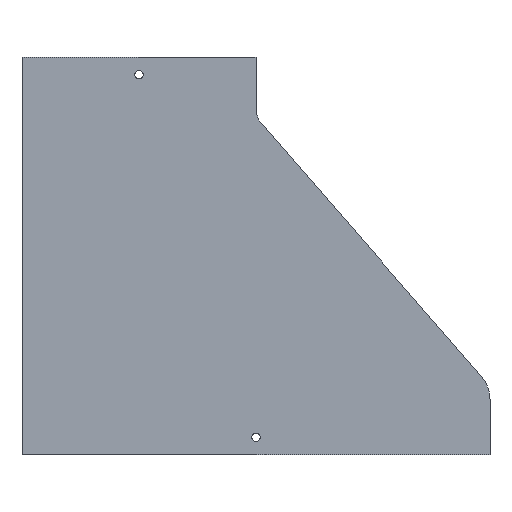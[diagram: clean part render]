
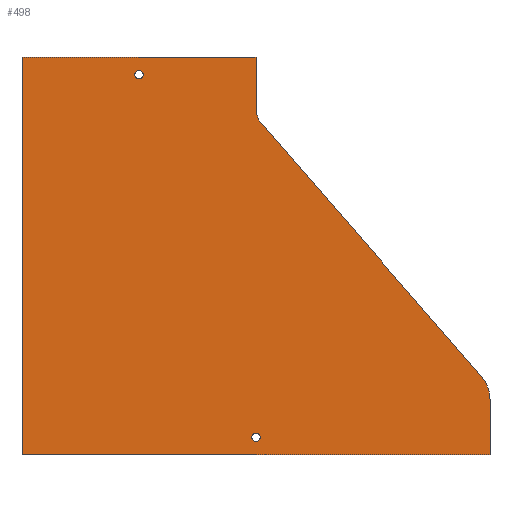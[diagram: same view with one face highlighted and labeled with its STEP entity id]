
A CAD part, front view. The second image highlights one B-rep face of the part: STEP entity #498.
In plain terms, the highlighted planar face has unit normal (0, -1, 0).
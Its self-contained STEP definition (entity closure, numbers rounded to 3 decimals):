
#72 = AXIS2_PLACEMENT_3D ( 'NONE', #1254, #1253, #1251 ) ;
#73 = AXIS2_PLACEMENT_3D ( 'NONE', #1257, #1256, #1255 ) ;
#74 = AXIS2_PLACEMENT_3D ( 'NONE', #1193, #1192, #1191 ) ;
#75 = AXIS2_PLACEMENT_3D ( 'NONE', #1190, #1187, #1185 ) ;
#180 = EDGE_CURVE ( 'NONE', #913, #933, #1068, .T. ) ;
#203 = FACE_BOUND ( 'NONE', #756, .T. ) ;
#209 = FACE_OUTER_BOUND ( 'NONE', #695, .T. ) ;
#211 = FACE_BOUND ( 'NONE', #749, .T. ) ;
#288 = CIRCLE ( 'NONE', #72, 20. ) ;
#294 = CIRCLE ( 'NONE', #74, 3.5 ) ;
#296 = LINE ( 'NONE', #1243, #298 ) ;
#297 = CIRCLE ( 'NONE', #73, 30. ) ;
#298 = VECTOR ( 'NONE', #1235, 1000. ) ;
#299 = LINE ( 'NONE', #1246, #301 ) ;
#301 = VECTOR ( 'NONE', #1247, 1000. ) ;
#304 = CIRCLE ( 'NONE', #75, 3.5 ) ;
#310 = LINE ( 'NONE', #1174, #313 ) ;
#313 = VECTOR ( 'NONE', #1173, 1000. ) ;
#316 = LINE ( 'NONE', #1167, #319 ) ;
#319 = VECTOR ( 'NONE', #1166, 1000. ) ;
#337 = LINE ( 'NONE', #1137, #340 ) ;
#340 = VECTOR ( 'NONE', #1136, 1000. ) ;
#441 = VERTEX_POINT ( 'NONE', #1717 ) ;
#443 = VERTEX_POINT ( 'NONE', #1722 ) ;
#498 = ADVANCED_FACE ( 'NONE', ( #203, #211, #209 ), #1353, .F. ) ;
#695 = EDGE_LOOP ( 'NONE', ( #854, #855, #856, #857, #858, #859, #860, #861 ) ) ;
#749 = EDGE_LOOP ( 'NONE', ( #853 ) ) ;
#756 = EDGE_LOOP ( 'NONE', ( #852 ) ) ;
#852 = ORIENTED_EDGE ( 'NONE', *, *, #1743, .F. ) ;
#853 = ORIENTED_EDGE ( 'NONE', *, *, #1742, .F. ) ;
#854 = ORIENTED_EDGE ( 'NONE', *, *, #1751, .F. ) ;
#855 = ORIENTED_EDGE ( 'NONE', *, *, #1741, .F. ) ;
#856 = ORIENTED_EDGE ( 'NONE', *, *, #1748, .F. ) ;
#857 = ORIENTED_EDGE ( 'NONE', *, *, #1765, .T. ) ;
#858 = ORIENTED_EDGE ( 'NONE', *, *, #1740, .T. ) ;
#859 = ORIENTED_EDGE ( 'NONE', *, *, #1739, .T. ) ;
#860 = ORIENTED_EDGE ( 'NONE', *, *, #1738, .T. ) ;
#861 = ORIENTED_EDGE ( 'NONE', *, *, #180, .T. ) ;
#913 = VERTEX_POINT ( 'NONE', #1299 ) ;
#933 = VERTEX_POINT ( 'NONE', #1450 ) ;
#941 = VERTEX_POINT ( 'NONE', #1314 ) ;
#957 = VERTEX_POINT ( 'NONE', #1324 ) ;
#977 = VERTEX_POINT ( 'NONE', #1339 ) ;
#978 = VERTEX_POINT ( 'NONE', #1338 ) ;
#981 = VERTEX_POINT ( 'NONE', #1264 ) ;
#982 = VERTEX_POINT ( 'NONE', #1263 ) ;
#1068 = LINE ( 'NONE', #1602, #1074 ) ;
#1074 = VECTOR ( 'NONE', #1584, 1000. ) ;
#1136 = DIRECTION ( 'NONE',  ( 0., 0., 1. ) ) ;
#1137 = CARTESIAN_POINT ( 'NONE',  ( 400., 0., -292.48 ) ) ;
#1166 = DIRECTION ( 'NONE',  ( 1., 0., 0. ) ) ;
#1167 = CARTESIAN_POINT ( 'NONE',  ( -200., 0., 0. ) ) ;
#1173 = DIRECTION ( 'NONE',  ( -1., 0., 0. ) ) ;
#1174 = CARTESIAN_POINT ( 'NONE',  ( -400., 0., -340. ) ) ;
#1185 = DIRECTION ( 'NONE',  ( 0., 0., -1. ) ) ;
#1187 = DIRECTION ( 'NONE',  ( 0., -1., 0. ) ) ;
#1190 = CARTESIAN_POINT ( 'NONE',  ( 200., 0., -325. ) ) ;
#1191 = DIRECTION ( 'NONE',  ( 0., 0., -1. ) ) ;
#1192 = DIRECTION ( 'NONE',  ( 0., -1., 0. ) ) ;
#1193 = CARTESIAN_POINT ( 'NONE',  ( 100., 0., -15. ) ) ;
#1235 = DIRECTION ( 'NONE',  ( -0.656, 0., 0.755 ) ) ;
#1243 = CARTESIAN_POINT ( 'NONE',  ( 204.908, 0., -56.904 ) ) ;
#1246 = CARTESIAN_POINT ( 'NONE',  ( 0., 0., 0. ) ) ;
#1247 = DIRECTION ( 'NONE',  ( 0., 0., 1. ) ) ;
#1251 = DIRECTION ( 'NONE',  ( 0., 0., 1. ) ) ;
#1253 = DIRECTION ( 'NONE',  ( 0., 1., 0. ) ) ;
#1254 = CARTESIAN_POINT ( 'NONE',  ( 220., 0., -43.781 ) ) ;
#1255 = DIRECTION ( 'NONE',  ( 0., 0., 1. ) ) ;
#1256 = DIRECTION ( 'NONE',  ( 0., -1., 0. ) ) ;
#1257 = CARTESIAN_POINT ( 'NONE',  ( 370., 0., -292.48 ) ) ;
#1263 = CARTESIAN_POINT ( 'NONE',  ( 204.908, 0., -56.904 ) ) ;
#1264 = CARTESIAN_POINT ( 'NONE',  ( 392.638, 0., -272.794 ) ) ;
#1299 = CARTESIAN_POINT ( 'NONE',  ( 200., 0., -43.781 ) ) ;
#1314 = CARTESIAN_POINT ( 'NONE',  ( 400., 0., -340. ) ) ;
#1324 = CARTESIAN_POINT ( 'NONE',  ( 400., 0., -292.48 ) ) ;
#1338 = CARTESIAN_POINT ( 'NONE',  ( 0., 0., 0. ) ) ;
#1339 = CARTESIAN_POINT ( 'NONE',  ( 0., 0., -340. ) ) ;
#1353 = PLANE ( 'NONE',  #1825 ) ;
#1355 = CARTESIAN_POINT ( 'NONE',  ( -220., 0., -43.781 ) ) ;
#1359 = DIRECTION ( 'NONE',  ( 0., 0., 1. ) ) ;
#1450 = CARTESIAN_POINT ( 'NONE',  ( 200., 0., 0. ) ) ;
#1457 = DIRECTION ( 'NONE',  ( 0., 1., 0. ) ) ;
#1584 = DIRECTION ( 'NONE',  ( 0., 0., 1. ) ) ;
#1602 = CARTESIAN_POINT ( 'NONE',  ( 200., 0., 0. ) ) ;
#1717 = CARTESIAN_POINT ( 'NONE',  ( 100., 0., -18.5 ) ) ;
#1722 = CARTESIAN_POINT ( 'NONE',  ( 200., 0., -328.5 ) ) ;
#1738 = EDGE_CURVE ( 'NONE', #982, #913, #288, .T. ) ;
#1739 = EDGE_CURVE ( 'NONE', #981, #982, #296, .T. ) ;
#1740 = EDGE_CURVE ( 'NONE', #957, #981, #297, .T. ) ;
#1741 = EDGE_CURVE ( 'NONE', #977, #978, #299, .T. ) ;
#1742 = EDGE_CURVE ( 'NONE', #441, #441, #294, .T. ) ;
#1743 = EDGE_CURVE ( 'NONE', #443, #443, #304, .T. ) ;
#1748 = EDGE_CURVE ( 'NONE', #941, #977, #310, .T. ) ;
#1751 = EDGE_CURVE ( 'NONE', #978, #933, #316, .T. ) ;
#1765 = EDGE_CURVE ( 'NONE', #941, #957, #337, .T. ) ;
#1825 = AXIS2_PLACEMENT_3D ( 'NONE', #1355, #1457, #1359 ) ;
